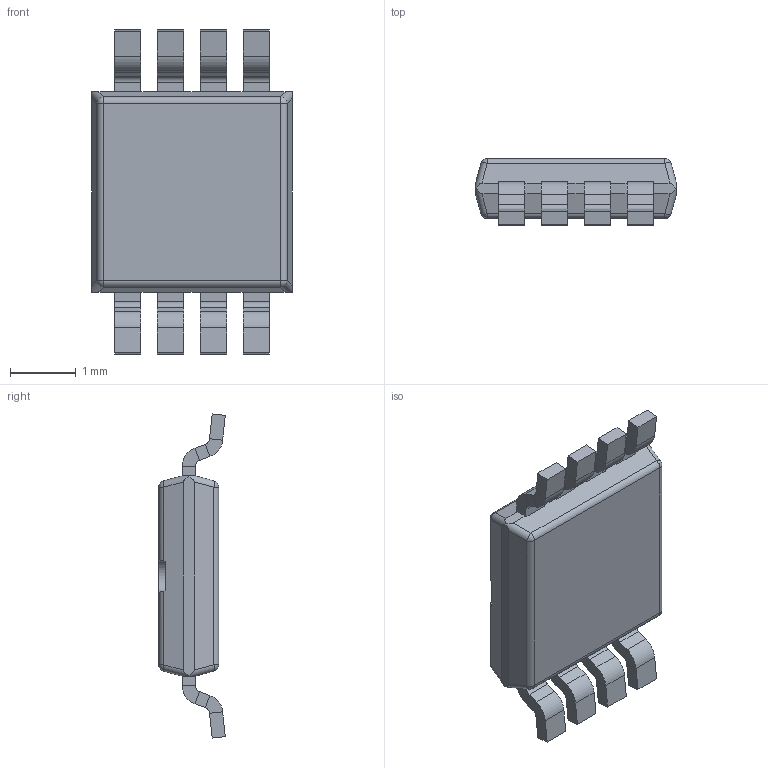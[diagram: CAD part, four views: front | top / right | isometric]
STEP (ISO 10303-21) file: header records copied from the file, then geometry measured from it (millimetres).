
FILE_DESCRIPTION (( 'STEP AP214' ), '1' );
FILE_NAME ('9315B106-1D70-4072-B25E-CE31B244285E.STEP', '2022-09-06T11:02:40', ( '' ), ( '' ), 'SwSTEP 2.0', 'SolidWorks 2022', '' );
FILE_SCHEMA (( 'AUTOMOTIVE_DESIGN' ));
Length unit declared in the file: millimetre
Products named in the file (1): 9315B106-1D70-4072-B25E-CE31B244285E
Bounding box: 3.05 x 1.01 x 4.92 mm (x, y, z)
Volume: 8.7 mm3; surface area: 37.8 mm2
Topology: 1 solids, 1 shells, 462 faces, 1171 edges, 724 vertices
Faces by surface type: plane 293, bspline 109, cylinder 52, sphere 8
Entity records: 19868 total; most frequent: CARTESIAN_POINT 8941, ORIENTED_EDGE 2326, DIRECTION 1721, EDGE_CURVE 1163, VECTOR 829, LINE 829, VERTEX_POINT 724, EDGE_LOOP 483
